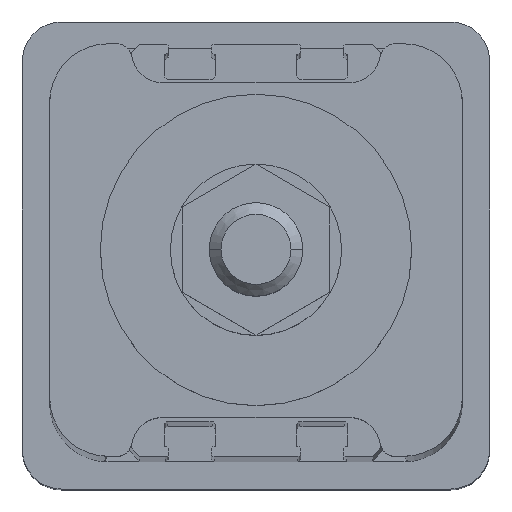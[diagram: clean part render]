
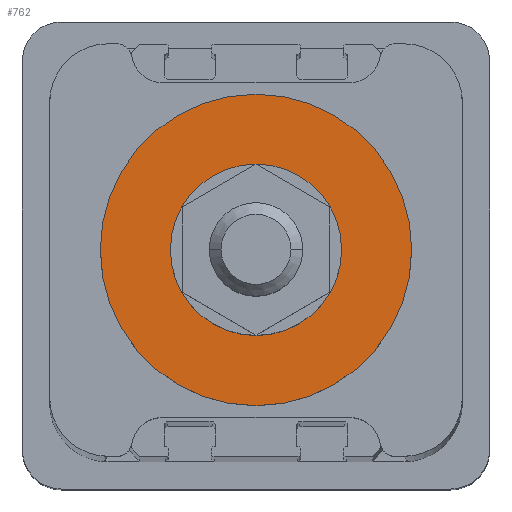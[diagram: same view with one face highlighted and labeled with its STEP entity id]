
A CAD part, top view. The second image highlights one B-rep face of the part: STEP entity #762.
In plain terms, the highlighted planar face has unit normal (0, 0, 1).
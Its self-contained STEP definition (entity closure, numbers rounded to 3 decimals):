
#191 = FACE_OUTER_BOUND ( 'NONE', #1562, .T. ) ;
#208 = FACE_BOUND ( 'NONE', #1600, .T. ) ;
#762 = ADVANCED_FACE ( 'NONE', ( #208, #191 ), #3392, .T. ) ;
#989 = EDGE_CURVE ( 'NONE', #1820, #2172, #5880, .T. ) ;
#993 = EDGE_CURVE ( 'NONE', #5037, #1760, #5888, .T. ) ;
#1404 = CARTESIAN_POINT ( 'NONE',  ( -11., 0., 390. ) ) ;
#1414 = EDGE_CURVE ( 'NONE', #2172, #1820, #5054, .T. ) ;
#1562 = EDGE_LOOP ( 'NONE', ( #5777, #1682 ) ) ;
#1600 = EDGE_LOOP ( 'NONE', ( #2491, #2238 ) ) ;
#1682 = ORIENTED_EDGE ( 'NONE', *, *, #1414, .T. ) ;
#1760 = VERTEX_POINT ( 'NONE', #5447 ) ;
#1820 = VERTEX_POINT ( 'NONE', #5226 ) ;
#2002 = AXIS2_PLACEMENT_3D ( 'NONE', #5931, #5925, #5909 ) ;
#2172 = VERTEX_POINT ( 'NONE', #4745 ) ;
#2238 = ORIENTED_EDGE ( 'NONE', *, *, #5508, .F. ) ;
#2491 = ORIENTED_EDGE ( 'NONE', *, *, #993, .F. ) ;
#2746 = CIRCLE ( 'NONE', #2002, 11. ) ;
#3075 = CARTESIAN_POINT ( 'NONE',  ( 0., 0., 390. ) ) ;
#3121 = CARTESIAN_POINT ( 'NONE',  ( 0., 0., 390. ) ) ;
#3392 = PLANE ( 'NONE',  #4889 ) ;
#3405 = DIRECTION ( 'NONE',  ( 0., 0., 1. ) ) ;
#3428 = DIRECTION ( 'NONE',  ( 1., 0., 0. ) ) ;
#4202 = AXIS2_PLACEMENT_3D ( 'NONE', #4658, #4921, #4907 ) ;
#4592 = AXIS2_PLACEMENT_3D ( 'NONE', #3121, #5604, #5297 ) ;
#4612 = AXIS2_PLACEMENT_3D ( 'NONE', #5421, #5601, #5283 ) ;
#4658 = CARTESIAN_POINT ( 'NONE',  ( 0., 0., 390. ) ) ;
#4745 = CARTESIAN_POINT ( 'NONE',  ( 20., 0., 390. ) ) ;
#4889 = AXIS2_PLACEMENT_3D ( 'NONE', #3075, #3405, #3428 ) ;
#4907 = DIRECTION ( 'NONE',  ( 1., 0., 0. ) ) ;
#4921 = DIRECTION ( 'NONE',  ( 0., 0., 1. ) ) ;
#5037 = VERTEX_POINT ( 'NONE', #1404 ) ;
#5054 = CIRCLE ( 'NONE', #4202, 20. ) ;
#5226 = CARTESIAN_POINT ( 'NONE',  ( -20., 0., 390. ) ) ;
#5283 = DIRECTION ( 'NONE',  ( 1., 0., 0. ) ) ;
#5297 = DIRECTION ( 'NONE',  ( 1., 0., 0. ) ) ;
#5421 = CARTESIAN_POINT ( 'NONE',  ( 0., 0., 390. ) ) ;
#5447 = CARTESIAN_POINT ( 'NONE',  ( 11., 0., 390. ) ) ;
#5508 = EDGE_CURVE ( 'NONE', #1760, #5037, #2746, .T. ) ;
#5601 = DIRECTION ( 'NONE',  ( 0., 0., 1. ) ) ;
#5604 = DIRECTION ( 'NONE',  ( 0., 0., 1. ) ) ;
#5777 = ORIENTED_EDGE ( 'NONE', *, *, #989, .T. ) ;
#5880 = CIRCLE ( 'NONE', #4612, 20. ) ;
#5888 = CIRCLE ( 'NONE', #4592, 11. ) ;
#5909 = DIRECTION ( 'NONE',  ( 1., 0., 0. ) ) ;
#5925 = DIRECTION ( 'NONE',  ( 0., 0., 1. ) ) ;
#5931 = CARTESIAN_POINT ( 'NONE',  ( 0., 0., 390. ) ) ;
